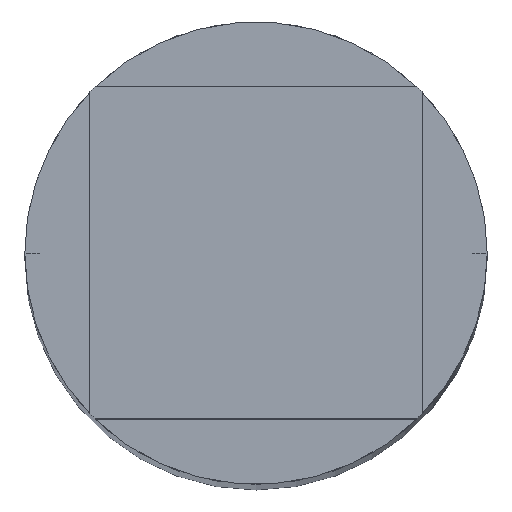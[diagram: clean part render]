
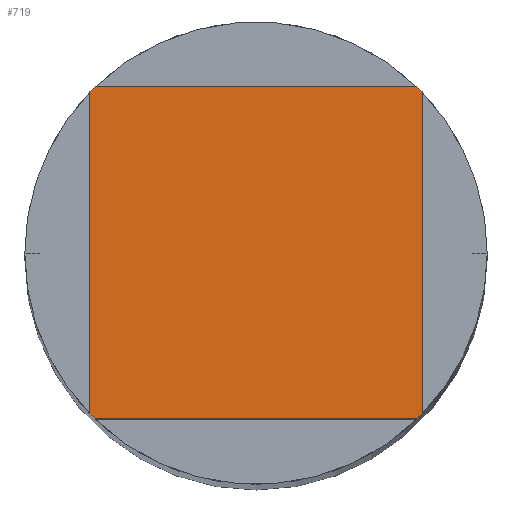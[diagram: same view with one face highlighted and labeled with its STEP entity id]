
A CAD part, top view. The second image highlights one B-rep face of the part: STEP entity #719.
In plain terms, the highlighted planar face has unit normal (0, 0, 1).
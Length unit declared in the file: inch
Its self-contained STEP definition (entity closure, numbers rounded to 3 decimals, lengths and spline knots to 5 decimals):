
#529=CARTESIAN_POINT('',(0.3594,-0.34761,0.75));
#530=VERTEX_POINT('',#529);
#545=CARTESIAN_POINT('',(0.3594,0.34761,0.75));
#546=VERTEX_POINT('',#545);
#553=CARTESIAN_POINT('',(0.3594,0.34761,0.75));
#554=DIRECTION('',(0.0,-1.0,0.0));
#555=VECTOR('',#554,0.69522);
#556=LINE('',#553,#555);
#557=EDGE_CURVE('',#546,#530,#556,.T.);
#568=CARTESIAN_POINT('',(0.34761,-0.3594,0.75));
#569=VERTEX_POINT('',#568);
#570=CARTESIAN_POINT('',(0.0,0.0,0.75));
#571=DIRECTION('',(0.0,0.0,1.0));
#572=DIRECTION('',(1.0,0.0,0.0));
#573=AXIS2_PLACEMENT_3D('',#570,#571,#572);
#574=CIRCLE('',#573,0.5);
#575=EDGE_CURVE('',#569,#530,#574,.T.);
#592=CARTESIAN_POINT('',(-0.34761,0.3594,0.75));
#593=VERTEX_POINT('',#592);
#594=CARTESIAN_POINT('',(0.34761,0.3594,0.75));
#595=VERTEX_POINT('',#594);
#596=CARTESIAN_POINT('',(-0.34761,0.3594,0.75));
#597=DIRECTION('',(1.0,0.0,0.0));
#598=VECTOR('',#597,0.69522);
#599=LINE('',#596,#598);
#600=EDGE_CURVE('',#593,#595,#599,.T.);
#642=CARTESIAN_POINT('',(-0.3594,0.34761,0.75));
#643=VERTEX_POINT('',#642);
#650=CARTESIAN_POINT('',(0.0,0.0,0.75));
#651=DIRECTION('',(0.0,0.0,1.0));
#652=DIRECTION('',(1.0,0.0,0.0));
#653=AXIS2_PLACEMENT_3D('',#650,#651,#652);
#654=CIRCLE('',#653,0.5);
#655=EDGE_CURVE('',#593,#643,#654,.T.);
#674=CARTESIAN_POINT('',(0.0,0.0,0.75));
#675=DIRECTION('',(0.0,0.0,1.0));
#676=DIRECTION('',(1.0,0.0,0.0));
#677=AXIS2_PLACEMENT_3D('',#674,#675,#676);
#678=CIRCLE('',#677,0.5);
#679=EDGE_CURVE('',#546,#595,#678,.T.);
#684=CARTESIAN_POINT('',(0.0,0.0,0.75));
#685=DIRECTION('',(0.0,0.0,1.0));
#686=DIRECTION('',(1.0,0.0,0.0));
#687=AXIS2_PLACEMENT_3D('',#684,#685,#686);
#688=PLANE('',#687);
#689=ORIENTED_EDGE('',*,*,#557,.F.);
#690=ORIENTED_EDGE('',*,*,#679,.T.);
#691=ORIENTED_EDGE('',*,*,#600,.F.);
#692=ORIENTED_EDGE('',*,*,#655,.T.);
#693=CARTESIAN_POINT('',(-0.3594,-0.34761,0.75));
#694=VERTEX_POINT('',#693);
#695=CARTESIAN_POINT('',(-0.3594,-0.34761,0.75));
#696=DIRECTION('',(0.0,1.0,0.0));
#697=VECTOR('',#696,0.69522);
#698=LINE('',#695,#697);
#699=EDGE_CURVE('',#694,#643,#698,.T.);
#700=ORIENTED_EDGE('',*,*,#699,.F.);
#701=CARTESIAN_POINT('',(-0.34761,-0.3594,0.75));
#702=VERTEX_POINT('',#701);
#703=CARTESIAN_POINT('',(0.0,0.0,0.75));
#704=DIRECTION('',(0.0,0.0,1.0));
#705=DIRECTION('',(1.0,0.0,0.0));
#706=AXIS2_PLACEMENT_3D('',#703,#704,#705);
#707=CIRCLE('',#706,0.5);
#708=EDGE_CURVE('',#694,#702,#707,.T.);
#709=ORIENTED_EDGE('',*,*,#708,.T.);
#710=CARTESIAN_POINT('',(0.34761,-0.3594,0.75));
#711=DIRECTION('',(-1.0,0.0,0.0));
#712=VECTOR('',#711,0.69522);
#713=LINE('',#710,#712);
#714=EDGE_CURVE('',#569,#702,#713,.T.);
#715=ORIENTED_EDGE('',*,*,#714,.F.);
#716=ORIENTED_EDGE('',*,*,#575,.T.);
#717=EDGE_LOOP('',(#689,#690,#691,#692,#700,#709,#715,#716));
#718=FACE_OUTER_BOUND('',#717,.T.);
#719=ADVANCED_FACE('',(#718),#688,.T.);
